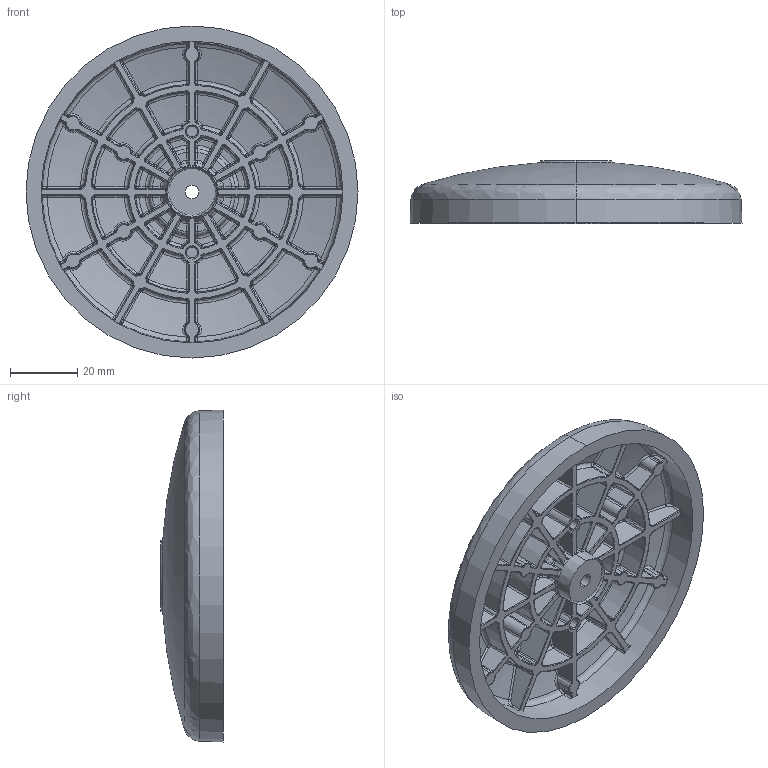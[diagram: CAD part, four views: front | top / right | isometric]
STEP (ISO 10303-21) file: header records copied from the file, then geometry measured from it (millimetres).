
FILE_DESCRIPTION (( 'STEP AP214' ), '1' );
FILE_NAME ('098d100zs.STEP', '2014-09-10T06:06:07', ( '' ), ( '' ), 'SwSTEP 2.0', 'SolidWorks 2014', '' );
FILE_SCHEMA (( 'AUTOMOTIVE_DESIGN' ));
Length unit declared in the file: millimetre
Products named in the file (1): 098d100zs
Bounding box: 99 x 19 x 99 mm (x, y, z)
Volume: 45976.6 mm3; surface area: 32297.4 mm2
Topology: 2 solids, 2 shells, 1606 faces, 3672 edges, 2064 vertices
Faces by surface type: bspline 1222, cone 149, cylinder 122, plane 113
Entity records: 87476 total; most frequent: CARTESIAN_POINT 42099, ORIENTED_EDGE 7296, DIRECTION 3787, EDGE_CURVE 3648, VERTEX_POINT 2064, B_SPLINE_CURVE_WITH_KNOTS 1730, AXIS2_PLACEMENT_3D 1650, EDGE_LOOP 1628
